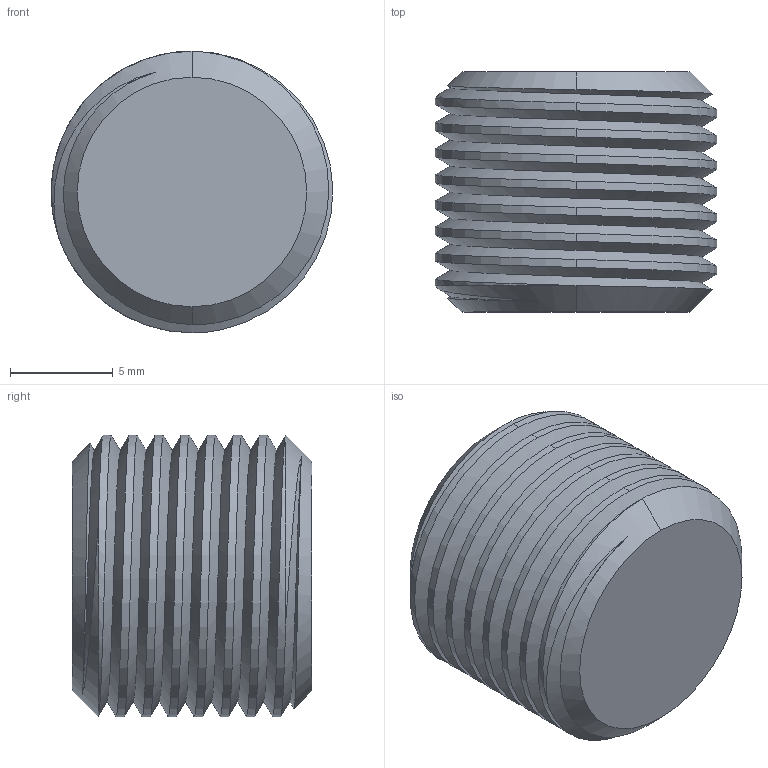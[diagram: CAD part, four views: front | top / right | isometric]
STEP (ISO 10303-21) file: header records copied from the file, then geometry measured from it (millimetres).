
FILE_DESCRIPTION (( 'STEP AP203' ), '1' );
FILE_NAME ('BFRHP-14.step', '2016-02-15T20:06:13', ( '' ), ( '' ), 'SwSTEP 2.0', 'SolidWorks 2015', '' );
FILE_SCHEMA (( 'CONFIG_CONTROL_DESIGN' ));
Length unit declared in the file: inch
Products named in the file (1): BFRHP-14
Bounding box: 13.71 x 11.68 x 13.72 mm (x, y, z)
Volume: 1330.3 mm3; surface area: 1127.8 mm2
Topology: 1 solids, 1 shells, 31 faces, 82 edges, 54 vertices
Faces by surface type: cylinder 16, plane 9, cone 4, bspline 2
Entity records: 2047 total; most frequent: CARTESIAN_POINT 1305, ORIENTED_EDGE 164, DIRECTION 111, EDGE_CURVE 82, VERTEX_POINT 54, AXIS2_PLACEMENT_3D 37, VECTOR 37, LINE 37
